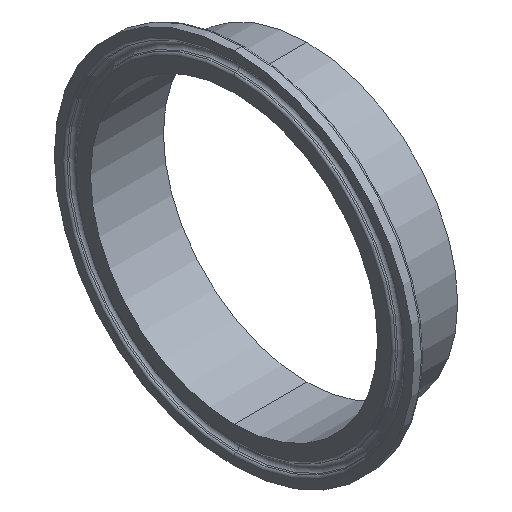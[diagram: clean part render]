
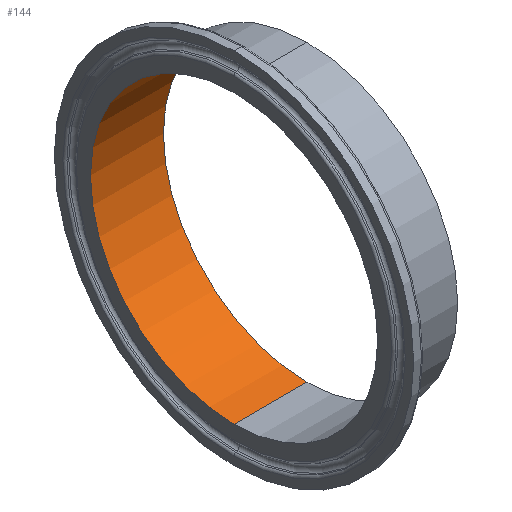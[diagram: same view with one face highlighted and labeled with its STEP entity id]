
A CAD part, isometric view. The second image highlights one B-rep face of the part: STEP entity #144.
In plain terms, the highlighted cylindrical face has radius 42.34 mm (diameter 84.68 mm), a partial arc.
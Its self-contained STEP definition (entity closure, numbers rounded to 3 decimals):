
#11 = EDGE_CURVE ( 'NONE', #668, #250, #499, .T. ) ;
#81 = VECTOR ( 'NONE', #483, 1000. ) ;
#89 = ORIENTED_EDGE ( 'NONE', *, *, #11, .F. ) ;
#109 = CARTESIAN_POINT ( 'NONE',  ( 21.5, 0., -42.34 ) ) ;
#144 = ADVANCED_FACE ( 'NONE', ( #260 ), #414, .F. ) ;
#167 = CARTESIAN_POINT ( 'NONE',  ( 0., 0., -42.34 ) ) ;
#183 = DIRECTION ( 'NONE',  ( 0., 0., 1. ) ) ;
#192 = ORIENTED_EDGE ( 'NONE', *, *, #237, .T. ) ;
#198 = DIRECTION ( 'NONE',  ( 0., 0., 1. ) ) ;
#237 = EDGE_CURVE ( 'NONE', #353, #477, #528, .T. ) ;
#250 = VERTEX_POINT ( 'NONE', #167 ) ;
#253 = CARTESIAN_POINT ( 'NONE',  ( 21.5, 0., 0. ) ) ;
#260 = FACE_OUTER_BOUND ( 'NONE', #487, .T. ) ;
#287 = CIRCLE ( 'NONE', #300, 42.34 ) ;
#300 = AXIS2_PLACEMENT_3D ( 'NONE', #627, #309, #183 ) ;
#309 = DIRECTION ( 'NONE',  ( -1., 0., 0. ) ) ;
#343 = ORIENTED_EDGE ( 'NONE', *, *, #616, .F. ) ;
#350 = CIRCLE ( 'NONE', #404, 42.34 ) ;
#353 = VERTEX_POINT ( 'NONE', #452 ) ;
#362 = DIRECTION ( 'NONE',  ( -1., 0., 0. ) ) ;
#386 = CARTESIAN_POINT ( 'NONE',  ( 0., 0., 42.34 ) ) ;
#387 = DIRECTION ( 'NONE',  ( -1., 0., 0. ) ) ;
#401 = VECTOR ( 'NONE', #387, 1000. ) ;
#404 = AXIS2_PLACEMENT_3D ( 'NONE', #253, #362, #198 ) ;
#405 = DIRECTION ( 'NONE',  ( 0., 0., 1. ) ) ;
#414 = CYLINDRICAL_SURFACE ( 'NONE', #583, 42.34 ) ;
#440 = CARTESIAN_POINT ( 'NONE',  ( 0., 0., -42.34 ) ) ;
#452 = CARTESIAN_POINT ( 'NONE',  ( 21.5, 0., 42.34 ) ) ;
#470 = CARTESIAN_POINT ( 'NONE',  ( 0., 0., 0. ) ) ;
#477 = VERTEX_POINT ( 'NONE', #386 ) ;
#478 = CARTESIAN_POINT ( 'NONE',  ( 0., 0., 42.34 ) ) ;
#483 = DIRECTION ( 'NONE',  ( -1., 0., 0. ) ) ;
#487 = EDGE_LOOP ( 'NONE', ( #89, #343, #192, #649 ) ) ;
#499 = LINE ( 'NONE', #440, #401 ) ;
#528 = LINE ( 'NONE', #478, #81 ) ;
#583 = AXIS2_PLACEMENT_3D ( 'NONE', #470, #623, #405 ) ;
#616 = EDGE_CURVE ( 'NONE', #353, #668, #350, .T. ) ;
#623 = DIRECTION ( 'NONE',  ( -1., 0., 0. ) ) ;
#627 = CARTESIAN_POINT ( 'NONE',  ( 0., 0., 0. ) ) ;
#649 = ORIENTED_EDGE ( 'NONE', *, *, #694, .T. ) ;
#668 = VERTEX_POINT ( 'NONE', #109 ) ;
#694 = EDGE_CURVE ( 'NONE', #477, #250, #287, .T. ) ;
